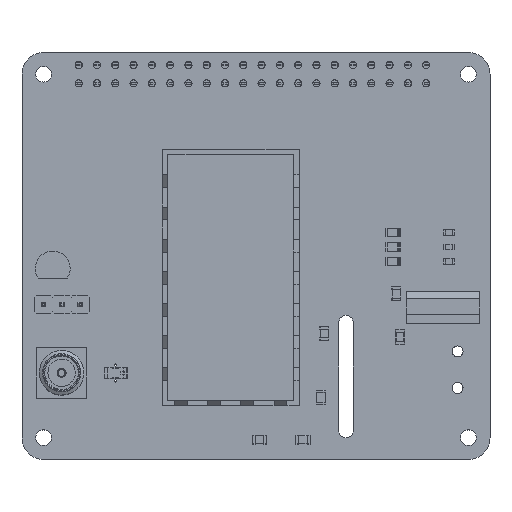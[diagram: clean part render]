
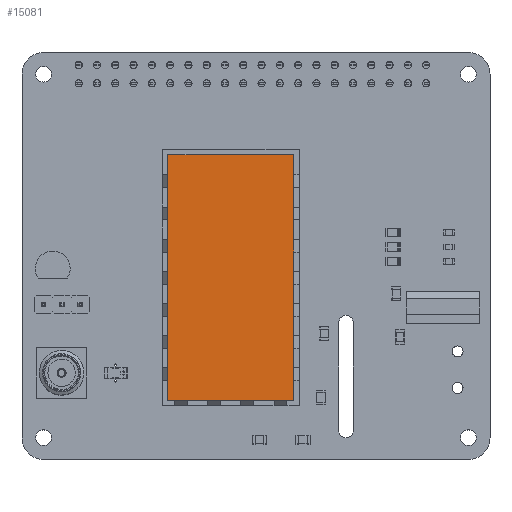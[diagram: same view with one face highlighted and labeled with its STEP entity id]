
A CAD part, top view. The second image highlights one B-rep face of the part: STEP entity #15081.
In plain terms, the highlighted free-form (B-spline) face has degree [1, 1] with [2, 2] control points.
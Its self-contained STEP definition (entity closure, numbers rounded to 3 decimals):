
#9310 = B_SPLINE_SURFACE_WITH_KNOTS('',1,1,(
    (#9311,#9312)
    ,(#9313,#9314
    )),.UNSPECIFIED.,.F.,.F.,.F.,(2,2),(2,2),(0.,17.476),(-2.54,0.),
  .PIECEWISE_BEZIER_KNOTS.);
#9311 = CARTESIAN_POINT('',(8.738,-17.038,4.11));
#9312 = CARTESIAN_POINT('',(8.738,-17.038,1.57));
#9313 = CARTESIAN_POINT('',(-8.738,-17.038,4.11));
#9314 = CARTESIAN_POINT('',(-8.738,-17.038,1.57));
#9333 = B_SPLINE_SURFACE_WITH_KNOTS('',1,1,(
    (#9334,#9335)
    ,(#9336,#9337
    )),.UNSPECIFIED.,.F.,.F.,.F.,(2,2),(2,2),(0.,34.076),(-2.54,0.),
  .PIECEWISE_BEZIER_KNOTS.);
#9334 = CARTESIAN_POINT('',(-8.738,-17.038,4.11));
#9335 = CARTESIAN_POINT('',(-8.738,-17.038,1.57));
#9336 = CARTESIAN_POINT('',(-8.738,17.038,4.11));
#9337 = CARTESIAN_POINT('',(-8.738,17.038,1.57));
#10317 = B_SPLINE_SURFACE_WITH_KNOTS('',1,1,(
    (#10318,#10319)
    ,(#10320,#10321
  )),.UNSPECIFIED.,.F.,.F.,.F.,(2,2),(2,2),(0.,17.476),(-2.54,0.),
  .PIECEWISE_BEZIER_KNOTS.);
#10318 = CARTESIAN_POINT('',(-8.738,17.038,4.11));
#10319 = CARTESIAN_POINT('',(-8.738,17.038,1.57));
#10320 = CARTESIAN_POINT('',(8.738,17.038,4.11));
#10321 = CARTESIAN_POINT('',(8.738,17.038,1.57));
#10342 = B_SPLINE_SURFACE_WITH_KNOTS('',1,1,(
    (#10343,#10344)
    ,(#10345,#10346
  )),.UNSPECIFIED.,.F.,.F.,.F.,(2,2),(2,2),(0.,34.076),(-2.54,0.),
  .PIECEWISE_BEZIER_KNOTS.);
#10343 = CARTESIAN_POINT('',(8.738,17.038,4.11));
#10344 = CARTESIAN_POINT('',(8.738,17.038,1.57));
#10345 = CARTESIAN_POINT('',(8.738,-17.038,4.11));
#10346 = CARTESIAN_POINT('',(8.738,-17.038,1.57));
#11927 = VERTEX_POINT('',#11928);
#11928 = CARTESIAN_POINT('',(-8.738,-17.038,4.11));
#11946 = EDGE_CURVE('',#11927,#11947,#11949,.T.);
#11947 = VERTEX_POINT('',#11948);
#11948 = CARTESIAN_POINT('',(-8.738,17.038,4.11));
#11949 = SURFACE_CURVE('',#11950,(#11953,#11959),.PCURVE_S1.);
#11950 = B_SPLINE_CURVE_WITH_KNOTS('',1,(#11951,#11952),.UNSPECIFIED.,
  .F.,.F.,(2,2),(0.,34.076),.PIECEWISE_BEZIER_KNOTS.);
#11951 = CARTESIAN_POINT('',(-8.738,-17.038,4.11));
#11952 = CARTESIAN_POINT('',(-8.738,17.038,4.11));
#11953 = PCURVE('',#9333,#11954);
#11954 = DEFINITIONAL_REPRESENTATION('',(#11955),#11958);
#11955 = B_SPLINE_CURVE_WITH_KNOTS('',1,(#11956,#11957),.UNSPECIFIED.,
  .F.,.F.,(2,2),(0.,34.076),.PIECEWISE_BEZIER_KNOTS.);
#11956 = CARTESIAN_POINT('',(0.,-2.54));
#11957 = CARTESIAN_POINT('',(34.076,-2.54));
#11958 = ( GEOMETRIC_REPRESENTATION_CONTEXT(2) 
PARAMETRIC_REPRESENTATION_CONTEXT() REPRESENTATION_CONTEXT('2D SPACE',''
  ) );
#11959 = PCURVE('',#11960,#11965);
#11960 = B_SPLINE_SURFACE_WITH_KNOTS('',1,1,(
    (#11961,#11962)
    ,(#11963,#11964
    )),.UNSPECIFIED.,.F.,.F.,.F.,(2,2),(2,2),(-17.038,17.038),(-8.738,
    8.738),.PIECEWISE_BEZIER_KNOTS.);
#11961 = CARTESIAN_POINT('',(8.738,-17.038,4.11));
#11962 = CARTESIAN_POINT('',(-8.738,-17.038,4.11));
#11963 = CARTESIAN_POINT('',(8.738,17.038,4.11));
#11964 = CARTESIAN_POINT('',(-8.738,17.038,4.11));
#11965 = DEFINITIONAL_REPRESENTATION('',(#11966),#11969);
#11966 = B_SPLINE_CURVE_WITH_KNOTS('',1,(#11967,#11968),.UNSPECIFIED.,
  .F.,.F.,(2,2),(0.,34.076),.PIECEWISE_BEZIER_KNOTS.);
#11967 = CARTESIAN_POINT('',(-17.038,8.738));
#11968 = CARTESIAN_POINT('',(17.038,8.738));
#11969 = ( GEOMETRIC_REPRESENTATION_CONTEXT(2) 
PARAMETRIC_REPRESENTATION_CONTEXT() REPRESENTATION_CONTEXT('2D SPACE',''
  ) );
#12112 = VERTEX_POINT('',#12113);
#12113 = CARTESIAN_POINT('',(8.738,-17.038,4.11));
#12131 = EDGE_CURVE('',#12112,#11927,#12132,.T.);
#12132 = SURFACE_CURVE('',#12133,(#12136,#12142),.PCURVE_S1.);
#12133 = B_SPLINE_CURVE_WITH_KNOTS('',1,(#12134,#12135),.UNSPECIFIED.,
  .F.,.F.,(2,2),(0.,17.476),.PIECEWISE_BEZIER_KNOTS.);
#12134 = CARTESIAN_POINT('',(8.738,-17.038,4.11));
#12135 = CARTESIAN_POINT('',(-8.738,-17.038,4.11));
#12136 = PCURVE('',#9310,#12137);
#12137 = DEFINITIONAL_REPRESENTATION('',(#12138),#12141);
#12138 = B_SPLINE_CURVE_WITH_KNOTS('',1,(#12139,#12140),.UNSPECIFIED.,
  .F.,.F.,(2,2),(0.,17.476),.PIECEWISE_BEZIER_KNOTS.);
#12139 = CARTESIAN_POINT('',(0.,-2.54));
#12140 = CARTESIAN_POINT('',(17.476,-2.54));
#12141 = ( GEOMETRIC_REPRESENTATION_CONTEXT(2) 
PARAMETRIC_REPRESENTATION_CONTEXT() REPRESENTATION_CONTEXT('2D SPACE',''
  ) );
#12142 = PCURVE('',#11960,#12143);
#12143 = DEFINITIONAL_REPRESENTATION('',(#12144),#12147);
#12144 = B_SPLINE_CURVE_WITH_KNOTS('',1,(#12145,#12146),.UNSPECIFIED.,
  .F.,.F.,(2,2),(0.,17.476),.PIECEWISE_BEZIER_KNOTS.);
#12145 = CARTESIAN_POINT('',(-17.038,-8.738));
#12146 = CARTESIAN_POINT('',(-17.038,8.738));
#12147 = ( GEOMETRIC_REPRESENTATION_CONTEXT(2) 
PARAMETRIC_REPRESENTATION_CONTEXT() REPRESENTATION_CONTEXT('2D SPACE',''
  ) );
#14455 = VERTEX_POINT('',#14456);
#14456 = CARTESIAN_POINT('',(8.738,17.038,4.11));
#14474 = EDGE_CURVE('',#14455,#12112,#14475,.T.);
#14475 = SURFACE_CURVE('',#14476,(#14479,#14485),.PCURVE_S1.);
#14476 = B_SPLINE_CURVE_WITH_KNOTS('',1,(#14477,#14478),.UNSPECIFIED.,
  .F.,.F.,(2,2),(0.,34.076),.PIECEWISE_BEZIER_KNOTS.);
#14477 = CARTESIAN_POINT('',(8.738,17.038,4.11));
#14478 = CARTESIAN_POINT('',(8.738,-17.038,4.11));
#14479 = PCURVE('',#10342,#14480);
#14480 = DEFINITIONAL_REPRESENTATION('',(#14481),#14484);
#14481 = B_SPLINE_CURVE_WITH_KNOTS('',1,(#14482,#14483),.UNSPECIFIED.,
  .F.,.F.,(2,2),(0.,34.076),.PIECEWISE_BEZIER_KNOTS.);
#14482 = CARTESIAN_POINT('',(0.,-2.54));
#14483 = CARTESIAN_POINT('',(34.076,-2.54));
#14484 = ( GEOMETRIC_REPRESENTATION_CONTEXT(2) 
PARAMETRIC_REPRESENTATION_CONTEXT() REPRESENTATION_CONTEXT('2D SPACE',''
  ) );
#14485 = PCURVE('',#11960,#14486);
#14486 = DEFINITIONAL_REPRESENTATION('',(#14487),#14490);
#14487 = B_SPLINE_CURVE_WITH_KNOTS('',1,(#14488,#14489),.UNSPECIFIED.,
  .F.,.F.,(2,2),(0.,34.076),.PIECEWISE_BEZIER_KNOTS.);
#14488 = CARTESIAN_POINT('',(17.038,-8.738));
#14489 = CARTESIAN_POINT('',(-17.038,-8.738));
#14490 = ( GEOMETRIC_REPRESENTATION_CONTEXT(2) 
PARAMETRIC_REPRESENTATION_CONTEXT() REPRESENTATION_CONTEXT('2D SPACE',''
  ) );
#14787 = EDGE_CURVE('',#11947,#14455,#14788,.T.);
#14788 = SURFACE_CURVE('',#14789,(#14792,#14798),.PCURVE_S1.);
#14789 = B_SPLINE_CURVE_WITH_KNOTS('',1,(#14790,#14791),.UNSPECIFIED.,
  .F.,.F.,(2,2),(0.,17.476),.PIECEWISE_BEZIER_KNOTS.);
#14790 = CARTESIAN_POINT('',(-8.738,17.038,4.11));
#14791 = CARTESIAN_POINT('',(8.738,17.038,4.11));
#14792 = PCURVE('',#10317,#14793);
#14793 = DEFINITIONAL_REPRESENTATION('',(#14794),#14797);
#14794 = B_SPLINE_CURVE_WITH_KNOTS('',1,(#14795,#14796),.UNSPECIFIED.,
  .F.,.F.,(2,2),(0.,17.476),.PIECEWISE_BEZIER_KNOTS.);
#14795 = CARTESIAN_POINT('',(0.,-2.54));
#14796 = CARTESIAN_POINT('',(17.476,-2.54));
#14797 = ( GEOMETRIC_REPRESENTATION_CONTEXT(2) 
PARAMETRIC_REPRESENTATION_CONTEXT() REPRESENTATION_CONTEXT('2D SPACE',''
  ) );
#14798 = PCURVE('',#11960,#14799);
#14799 = DEFINITIONAL_REPRESENTATION('',(#14800),#14803);
#14800 = B_SPLINE_CURVE_WITH_KNOTS('',1,(#14801,#14802),.UNSPECIFIED.,
  .F.,.F.,(2,2),(0.,17.476),.PIECEWISE_BEZIER_KNOTS.);
#14801 = CARTESIAN_POINT('',(17.038,8.738));
#14802 = CARTESIAN_POINT('',(17.038,-8.738));
#14803 = ( GEOMETRIC_REPRESENTATION_CONTEXT(2) 
PARAMETRIC_REPRESENTATION_CONTEXT() REPRESENTATION_CONTEXT('2D SPACE',''
  ) );
#15081 = ADVANCED_FACE('',(#15082),#11960,.T.);
#15082 = FACE_BOUND('',#15083,.F.);
#15083 = EDGE_LOOP('',(#15084,#15085,#15086,#15087));
#15084 = ORIENTED_EDGE('',*,*,#11946,.T.);
#15085 = ORIENTED_EDGE('',*,*,#14787,.T.);
#15086 = ORIENTED_EDGE('',*,*,#14474,.T.);
#15087 = ORIENTED_EDGE('',*,*,#12131,.T.);
